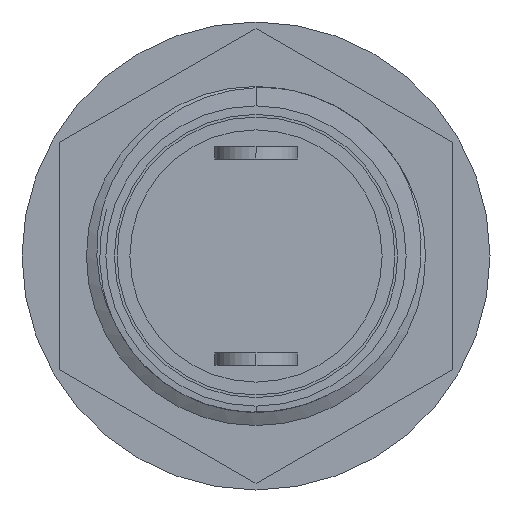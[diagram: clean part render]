
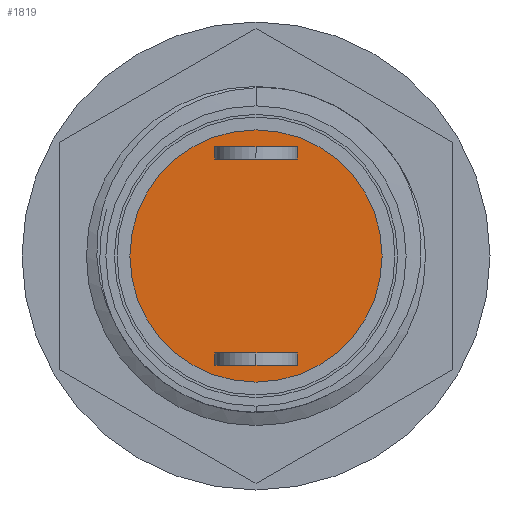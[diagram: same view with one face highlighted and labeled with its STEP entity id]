
A CAD part, left-side view. The second image highlights one B-rep face of the part: STEP entity #1819.
In plain terms, the highlighted face is planar.
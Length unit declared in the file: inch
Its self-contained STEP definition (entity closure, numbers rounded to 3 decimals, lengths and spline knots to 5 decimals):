
#519 = EDGE_LOOP ( 'NONE', ( #5400, #2801 ) ) ;
#980 = PLANE ( 'NONE',  #1883 ) ;
#1442 = CARTESIAN_POINT ( 'NONE',  ( 0.832, 0., 0. ) ) ;
#1819 = ADVANCED_FACE ( 'NONE', ( #4048 ), #980, .F. ) ;
#1883 = AXIS2_PLACEMENT_3D ( 'NONE', #5072, #5663, #2172 ) ;
#2026 = DIRECTION ( 'NONE',  ( 0., 0., 1. ) ) ;
#2172 = DIRECTION ( 'NONE',  ( 0., 0., 1. ) ) ;
#2801 = ORIENTED_EDGE ( 'NONE', *, *, #3248, .F. ) ;
#2878 = AXIS2_PLACEMENT_3D ( 'NONE', #1442, #5531, #2026 ) ;
#3102 = CARTESIAN_POINT ( 'NONE',  ( 0.832, 0., 0.26 ) ) ;
#3118 = CARTESIAN_POINT ( 'NONE',  ( 0.832, 0., 0. ) ) ;
#3248 = EDGE_CURVE ( 'NONE', #3850, #6640, #5833, .T. ) ;
#3272 = CIRCLE ( 'NONE', #7435, 0.26 ) ;
#3706 = DIRECTION ( 'NONE',  ( 0., 0., 1. ) ) ;
#3813 = EDGE_CURVE ( 'NONE', #6640, #3850, #3272, .T. ) ;
#3850 = VERTEX_POINT ( 'NONE', #5456 ) ;
#4048 = FACE_OUTER_BOUND ( 'NONE', #519, .T. ) ;
#5072 = CARTESIAN_POINT ( 'NONE',  ( 0.832, 0.26, 0. ) ) ;
#5400 = ORIENTED_EDGE ( 'NONE', *, *, #3813, .F. ) ;
#5456 = CARTESIAN_POINT ( 'NONE',  ( 0.832, 0., -0.26 ) ) ;
#5531 = DIRECTION ( 'NONE',  ( -1., 0., 0. ) ) ;
#5663 = DIRECTION ( 'NONE',  ( -1., 0., 0. ) ) ;
#5833 = CIRCLE ( 'NONE', #2878, 0.26 ) ;
#6640 = VERTEX_POINT ( 'NONE', #3102 ) ;
#7219 = DIRECTION ( 'NONE',  ( -1., 0., 0. ) ) ;
#7435 = AXIS2_PLACEMENT_3D ( 'NONE', #3118, #7219, #3706 ) ;
